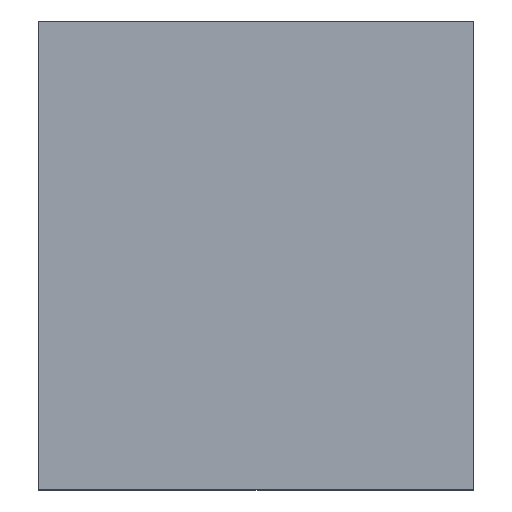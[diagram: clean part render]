
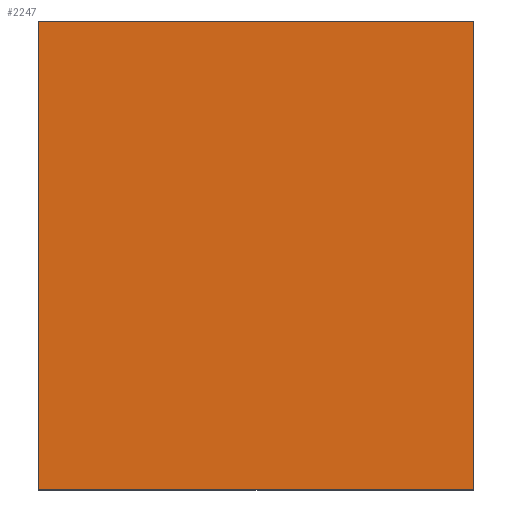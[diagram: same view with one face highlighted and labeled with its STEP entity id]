
A CAD part, top view. The second image highlights one B-rep face of the part: STEP entity #2247.
In plain terms, the highlighted planar face has unit normal (0, 0, 1).
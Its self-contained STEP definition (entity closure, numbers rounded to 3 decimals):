
#199=FACE_OUTER_BOUND('',#320,.T.);
#320=EDGE_LOOP('',(#2031,#2032,#2033,#2034));
#445=LINE('',#3524,#673);
#448=LINE('',#3529,#676);
#453=LINE('',#3539,#681);
#454=LINE('',#3541,#682);
#673=VECTOR('',#2851,10.);
#676=VECTOR('',#2856,10.);
#681=VECTOR('',#2867,10.);
#682=VECTOR('',#2870,10.);
#990=VERTEX_POINT('',#3521);
#991=VERTEX_POINT('',#3523);
#992=VERTEX_POINT('',#3527);
#994=VERTEX_POINT('',#3537);
#1261=EDGE_CURVE('',#990,#991,#445,.T.);
#1264=EDGE_CURVE('',#992,#990,#448,.T.);
#1269=EDGE_CURVE('',#994,#992,#453,.T.);
#1270=EDGE_CURVE('',#991,#994,#454,.T.);
#2031=ORIENTED_EDGE('',*,*,#1270,.F.);
#2032=ORIENTED_EDGE('',*,*,#1261,.F.);
#2033=ORIENTED_EDGE('',*,*,#1264,.F.);
#2034=ORIENTED_EDGE('',*,*,#1269,.F.);
#2130=PLANE('',#2500);
#2247=ADVANCED_FACE('',(#199),#2130,.T.);
#2500=AXIS2_PLACEMENT_3D('',#3832,#3163,#3164);
#2851=DIRECTION('',(0.,-1.,0.));
#2856=DIRECTION('',(1.,0.,0.));
#2867=DIRECTION('',(0.,1.,0.));
#2870=DIRECTION('',(-1.,0.,0.));
#3163=DIRECTION('center_axis',(0.,0.,1.));
#3164=DIRECTION('ref_axis',(0.,-1.,0.));
#3521=CARTESIAN_POINT('',(240.,60.,260.));
#3523=CARTESIAN_POINT('',(240.,-80.,260.));
#3524=CARTESIAN_POINT('',(240.,60.,260.));
#3527=CARTESIAN_POINT('',(110.,60.,260.));
#3529=CARTESIAN_POINT('',(110.,60.,260.));
#3537=CARTESIAN_POINT('',(110.,-80.,260.));
#3539=CARTESIAN_POINT('',(110.,-80.,260.));
#3541=CARTESIAN_POINT('',(240.,-80.,260.));
#3832=CARTESIAN_POINT('Origin',(172.5,-10.,260.));
